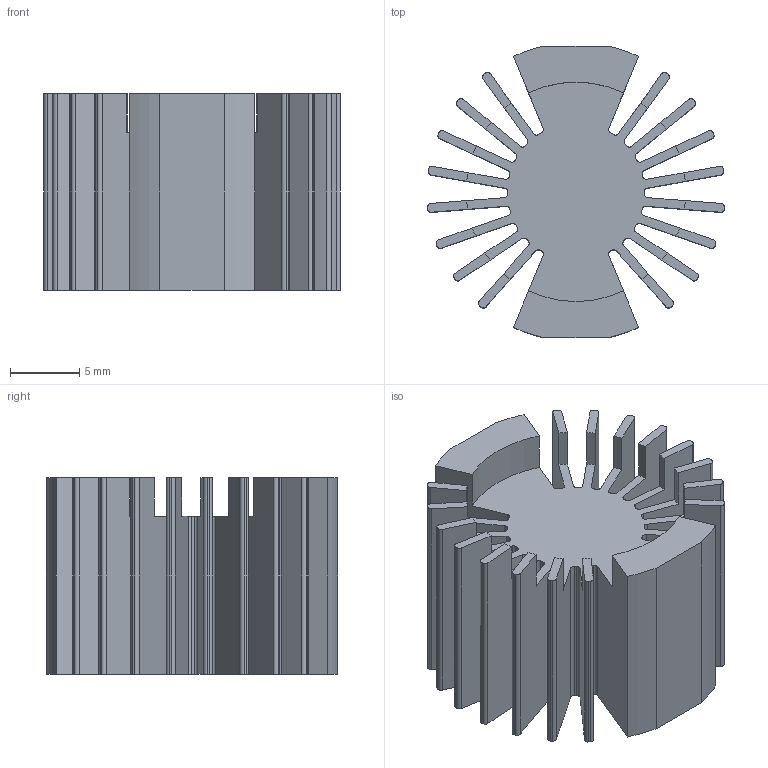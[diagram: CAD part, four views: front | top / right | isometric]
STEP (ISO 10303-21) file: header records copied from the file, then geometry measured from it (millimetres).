
FILE_DESCRIPTION((''),'2;1');
FILE_NAME('214','2024-09-21T01:23:35',('Designer'),(''),'CREO PARAMETRIC BY PTC INC, 2020414','CREO PARAMETRIC BY PTC INC, 2020414','');
FILE_SCHEMA(('AUTOMOTIVE_DESIGN { 1 0 10303 214 1 1 1 1 }'));
Length unit declared in the file: inch
Products named in the file (1): 214
Bounding box: 21.48 x 21.08 x 14.22 mm (x, y, z)
Volume: 2640.6 mm3; surface area: 3760.3 mm2
Topology: 1 solids, 1 shells, 200 faces, 582 edges, 381 vertices
Faces by surface type: cylinder 130, plane 58, cone 12
Entity records: 6930 total; most frequent: DIRECTION 1301, CARTESIAN_POINT 1193, ORIENTED_EDGE 1152, EDGE_CURVE 576, AXIS2_PLACEMENT_3D 492, VERTEX_POINT 381, VECTOR 314, LINE 314
